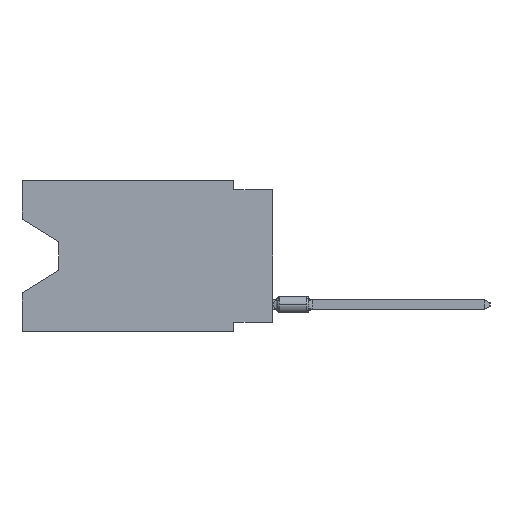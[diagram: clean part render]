
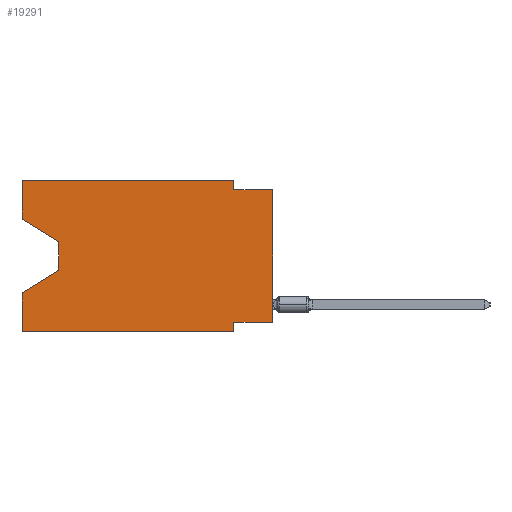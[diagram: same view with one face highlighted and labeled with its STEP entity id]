
A CAD part, left-side view. The second image highlights one B-rep face of the part: STEP entity #19291.
In plain terms, the highlighted planar face has unit normal (-1, 0, 0).
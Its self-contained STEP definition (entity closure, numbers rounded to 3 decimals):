
#496 = LINE ( 'NONE', #3480, #1024 ) ;
#775 = CARTESIAN_POINT ( 'NONE',  ( 0., 16.383, -9.906 ) ) ;
#791 = EDGE_CURVE ( 'NONE', #36431, #14212, #19263, .T. ) ;
#1024 = VECTOR ( 'NONE', #31653, 1000. ) ;
#3168 = VERTEX_POINT ( 'NONE', #42173 ) ;
#3370 = CARTESIAN_POINT ( 'NONE',  ( 0., 2.54, 0. ) ) ;
#3480 = CARTESIAN_POINT ( 'NONE',  ( 0., 13.97, -4.013 ) ) ;
#4643 = CARTESIAN_POINT ( 'NONE',  ( 0., 16.383, 0. ) ) ;
#4946 = CARTESIAN_POINT ( 'NONE',  ( 0., 0., -9.271 ) ) ;
#5562 = LINE ( 'NONE', #4643, #20179 ) ;
#5614 = CARTESIAN_POINT ( 'NONE',  ( 0., 2.54, 0. ) ) ;
#5620 = EDGE_CURVE ( 'NONE', #36431, #24364, #37335, .T. ) ;
#6291 = PLANE ( 'NONE',  #32297 ) ;
#6676 = CARTESIAN_POINT ( 'NONE',  ( 0., 16.383, 0. ) ) ;
#6863 = VECTOR ( 'NONE', #14886, 1000. ) ;
#7353 = VERTEX_POINT ( 'NONE', #9222 ) ;
#8170 = DIRECTION ( 'NONE',  ( 0., 0., -1. ) ) ;
#8237 = CARTESIAN_POINT ( 'NONE',  ( 0., 0., 0. ) ) ;
#8489 = EDGE_CURVE ( 'NONE', #11963, #25509, #5562, .T. ) ;
#9222 = CARTESIAN_POINT ( 'NONE',  ( 0., 13.97, -4.013 ) ) ;
#9875 = VERTEX_POINT ( 'NONE', #29420 ) ;
#9947 = EDGE_CURVE ( 'NONE', #37131, #25321, #16021, .T. ) ;
#9963 = LINE ( 'NONE', #16220, #12012 ) ;
#11561 = EDGE_CURVE ( 'NONE', #37698, #41607, #41124, .T. ) ;
#11963 = VERTEX_POINT ( 'NONE', #21998 ) ;
#12012 = VECTOR ( 'NONE', #30296, 1000. ) ;
#12155 = CARTESIAN_POINT ( 'NONE',  ( 0., 16.383, 0. ) ) ;
#12207 = VECTOR ( 'NONE', #25170, 1000. ) ;
#12672 = VECTOR ( 'NONE', #17306, 1000. ) ;
#12976 = VECTOR ( 'NONE', #15393, 1000. ) ;
#13832 = ORIENTED_EDGE ( 'NONE', *, *, #33715, .T. ) ;
#13847 = ORIENTED_EDGE ( 'NONE', *, *, #5620, .T. ) ;
#13995 = EDGE_CURVE ( 'NONE', #7353, #9875, #496, .T. ) ;
#14212 = VERTEX_POINT ( 'NONE', #23742 ) ;
#14886 = DIRECTION ( 'NONE',  ( 0., 0.855, -0.519 ) ) ;
#15393 = DIRECTION ( 'NONE',  ( 0., -1., 0. ) ) ;
#16014 = CARTESIAN_POINT ( 'NONE',  ( 0., 16.383, -7.36 ) ) ;
#16021 = LINE ( 'NONE', #5614, #41622 ) ;
#16093 = ORIENTED_EDGE ( 'NONE', *, *, #791, .F. ) ;
#16220 = CARTESIAN_POINT ( 'NONE',  ( 0., 2.54, -9.906 ) ) ;
#16663 = DIRECTION ( 'NONE',  ( 0., -1., 0. ) ) ;
#17306 = DIRECTION ( 'NONE',  ( 0., 0., 1. ) ) ;
#17349 = EDGE_CURVE ( 'NONE', #25509, #37131, #39645, .T. ) ;
#19263 = LINE ( 'NONE', #4946, #30866 ) ;
#19291 = ADVANCED_FACE ( 'NONE', ( #34676 ), #6291, .F. ) ;
#19782 = CARTESIAN_POINT ( 'NONE',  ( 0., 16.383, -9.906 ) ) ;
#20179 = VECTOR ( 'NONE', #22685, 1000. ) ;
#21603 = CARTESIAN_POINT ( 'NONE',  ( 0., 13.97, -5.893 ) ) ;
#21998 = CARTESIAN_POINT ( 'NONE',  ( 0., 16.383, -2.546 ) ) ;
#22379 = VECTOR ( 'NONE', #29701, 1000. ) ;
#22685 = DIRECTION ( 'NONE',  ( 0., 0., 1. ) ) ;
#22741 = DIRECTION ( 'NONE',  ( 0., 1., 0. ) ) ;
#22794 = LINE ( 'NONE', #32532, #12207 ) ;
#23413 = DIRECTION ( 'NONE',  ( 0., 0., -1. ) ) ;
#23742 = CARTESIAN_POINT ( 'NONE',  ( 0., 2.54, -9.271 ) ) ;
#24364 = VERTEX_POINT ( 'NONE', #26497 ) ;
#24509 = VECTOR ( 'NONE', #33157, 1000. ) ;
#25170 = DIRECTION ( 'NONE',  ( 0., -0.855, -0.519 ) ) ;
#25321 = VERTEX_POINT ( 'NONE', #45171 ) ;
#25509 = VERTEX_POINT ( 'NONE', #25702 ) ;
#25702 = CARTESIAN_POINT ( 'NONE',  ( 0., 16.383, 0. ) ) ;
#26497 = CARTESIAN_POINT ( 'NONE',  ( 0., 0., -0.635 ) ) ;
#26828 = LINE ( 'NONE', #40912, #41018 ) ;
#29420 = CARTESIAN_POINT ( 'NONE',  ( 0., 13.97, -5.893 ) ) ;
#29701 = DIRECTION ( 'NONE',  ( 0., -1., 0. ) ) ;
#30001 = ORIENTED_EDGE ( 'NONE', *, *, #8489, .F. ) ;
#30159 = ORIENTED_EDGE ( 'NONE', *, *, #30196, .T. ) ;
#30196 = EDGE_CURVE ( 'NONE', #37698, #3168, #43573, .T. ) ;
#30296 = DIRECTION ( 'NONE',  ( 0., 0., -1. ) ) ;
#30866 = VECTOR ( 'NONE', #22741, 1000. ) ;
#31653 = DIRECTION ( 'NONE',  ( 0., 0., -1. ) ) ;
#32066 = ORIENTED_EDGE ( 'NONE', *, *, #13995, .T. ) ;
#32297 = AXIS2_PLACEMENT_3D ( 'NONE', #34000, #41857, #23413 ) ;
#32427 = LINE ( 'NONE', #21603, #6863 ) ;
#32431 = EDGE_LOOP ( 'NONE', ( #13832, #32066, #44075, #36326, #30159, #43753, #16093, #13847, #40740, #40461, #35913, #30001 ) ) ;
#32532 = CARTESIAN_POINT ( 'NONE',  ( 0., 16.383, -2.546 ) ) ;
#33157 = DIRECTION ( 'NONE',  ( 0., 0., 1. ) ) ;
#33715 = EDGE_CURVE ( 'NONE', #11963, #7353, #22794, .T. ) ;
#34000 = CARTESIAN_POINT ( 'NONE',  ( 0., 16.383, 0. ) ) ;
#34589 = EDGE_CURVE ( 'NONE', #25321, #24364, #26828, .T. ) ;
#34676 = FACE_OUTER_BOUND ( 'NONE', #32431, .T. ) ;
#35913 = ORIENTED_EDGE ( 'NONE', *, *, #17349, .F. ) ;
#36262 = EDGE_CURVE ( 'NONE', #9875, #41607, #32427, .T. ) ;
#36326 = ORIENTED_EDGE ( 'NONE', *, *, #11561, .F. ) ;
#36431 = VERTEX_POINT ( 'NONE', #41742 ) ;
#37131 = VERTEX_POINT ( 'NONE', #3370 ) ;
#37335 = LINE ( 'NONE', #8237, #24509 ) ;
#37698 = VERTEX_POINT ( 'NONE', #775 ) ;
#39645 = LINE ( 'NONE', #12155, #12976 ) ;
#40461 = ORIENTED_EDGE ( 'NONE', *, *, #9947, .F. ) ;
#40740 = ORIENTED_EDGE ( 'NONE', *, *, #34589, .F. ) ;
#40912 = CARTESIAN_POINT ( 'NONE',  ( 0., 0., -0.635 ) ) ;
#41018 = VECTOR ( 'NONE', #16663, 1000. ) ;
#41124 = LINE ( 'NONE', #6676, #12672 ) ;
#41607 = VERTEX_POINT ( 'NONE', #16014 ) ;
#41622 = VECTOR ( 'NONE', #8170, 1000. ) ;
#41742 = CARTESIAN_POINT ( 'NONE',  ( 0., 0., -9.271 ) ) ;
#41857 = DIRECTION ( 'NONE',  ( 1., 0., 0. ) ) ;
#42173 = CARTESIAN_POINT ( 'NONE',  ( 0., 2.54, -9.906 ) ) ;
#43427 = EDGE_CURVE ( 'NONE', #14212, #3168, #9963, .T. ) ;
#43573 = LINE ( 'NONE', #19782, #22379 ) ;
#43753 = ORIENTED_EDGE ( 'NONE', *, *, #43427, .F. ) ;
#44075 = ORIENTED_EDGE ( 'NONE', *, *, #36262, .T. ) ;
#45171 = CARTESIAN_POINT ( 'NONE',  ( 0., 2.54, -0.635 ) ) ;
